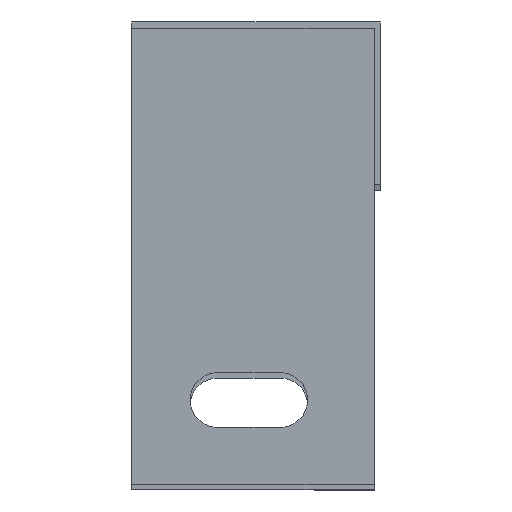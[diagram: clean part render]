
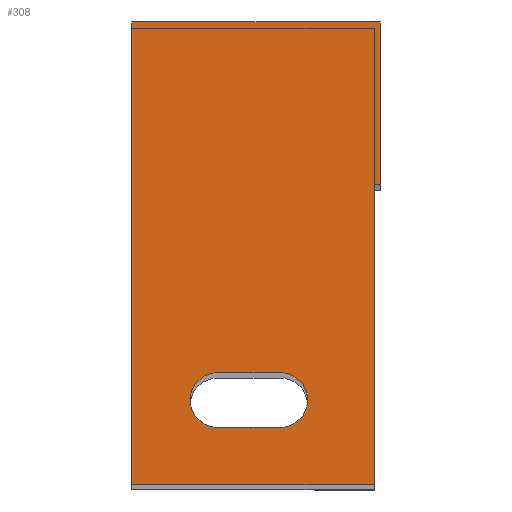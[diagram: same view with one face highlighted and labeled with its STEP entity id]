
A CAD part, top view. The second image highlights one B-rep face of the part: STEP entity #308.
In plain terms, the highlighted planar face has unit normal (0, 0, 1).
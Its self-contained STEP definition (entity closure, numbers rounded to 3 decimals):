
#12 = ORIENTED_EDGE ( 'NONE', *, *, #226, .F. ) ;
#20 = LINE ( 'NONE', #171, #41 ) ;
#21 = LINE ( 'NONE', #32, #292 ) ;
#26 = VERTEX_POINT ( 'NONE', #593 ) ;
#32 = CARTESIAN_POINT ( 'NONE',  ( 1462.5, -1., 399.8 ) ) ;
#41 = VECTOR ( 'NONE', #169, 1000. ) ;
#43 = ORIENTED_EDGE ( 'NONE', *, *, #707, .F. ) ;
#44 = DIRECTION ( 'NONE',  ( 0., -1., 0. ) ) ;
#45 = VECTOR ( 'NONE', #540, 1000. ) ;
#55 = VECTOR ( 'NONE', #44, 1000. ) ;
#78 = CARTESIAN_POINT ( 'NONE',  ( 1473.5, -51., 399.8 ) ) ;
#105 = EDGE_CURVE ( 'NONE', #486, #418, #621, .T. ) ;
#110 = DIRECTION ( 'NONE',  ( 0., -1., 0. ) ) ;
#116 = DIRECTION ( 'NONE',  ( -1., 0., 0. ) ) ;
#154 = CARTESIAN_POINT ( 'NONE',  ( 1473.5, -44., 399.8 ) ) ;
#164 = CARTESIAN_POINT ( 'NONE',  ( 1494.3, -1.5, 399.8 ) ) ;
#169 = DIRECTION ( 'NONE',  ( -1., 0., 0. ) ) ;
#171 = CARTESIAN_POINT ( 'NONE',  ( 1492.5, -58.3, 399.8 ) ) ;
#187 = EDGE_LOOP ( 'NONE', ( #12, #268, #281, #290, #349, #240 ) ) ;
#203 = VECTOR ( 'NONE', #609, 1000. ) ;
#213 = CARTESIAN_POINT ( 'NONE',  ( 1473.5, -47.5, 399.8 ) ) ;
#218 = VECTOR ( 'NONE', #230, 1000. ) ;
#226 = EDGE_CURVE ( 'NONE', #582, #692, #21, .T. ) ;
#230 = DIRECTION ( 'NONE',  ( 0., 1., 0. ) ) ;
#240 = ORIENTED_EDGE ( 'NONE', *, *, #700, .T. ) ;
#241 = VERTEX_POINT ( 'NONE', #154 ) ;
#253 = AXIS2_PLACEMENT_3D ( 'NONE', #644, #282, #704 ) ;
#262 = CARTESIAN_POINT ( 'NONE',  ( 1494.3, -20., 399.8 ) ) ;
#266 = DIRECTION ( 'NONE',  ( 1., 0., 0. ) ) ;
#268 = ORIENTED_EDGE ( 'NONE', *, *, #345, .F. ) ;
#270 = ORIENTED_EDGE ( 'NONE', *, *, #105, .F. ) ;
#271 = AXIS2_PLACEMENT_3D ( 'NONE', #385, #509, #110 ) ;
#281 = ORIENTED_EDGE ( 'NONE', *, *, #331, .T. ) ;
#282 = DIRECTION ( 'NONE',  ( 0., 0., 1. ) ) ;
#284 = VECTOR ( 'NONE', #440, 1000. ) ;
#290 = ORIENTED_EDGE ( 'NONE', *, *, #442, .F. ) ;
#292 = VECTOR ( 'NONE', #370, 1000. ) ;
#293 = VECTOR ( 'NONE', #116, 1000. ) ;
#300 = EDGE_LOOP ( 'NONE', ( #711, #395, #43, #270 ) ) ;
#308 = ADVANCED_FACE ( 'NONE', ( #475, #495 ), #752, .T. ) ;
#310 = CARTESIAN_POINT ( 'NONE',  ( 1481.5, -51., 399.8 ) ) ;
#312 = CIRCLE ( 'NONE', #456, 3.5 ) ;
#321 = LINE ( 'NONE', #568, #218 ) ;
#331 = EDGE_CURVE ( 'NONE', #596, #539, #321, .T. ) ;
#345 = EDGE_CURVE ( 'NONE', #596, #582, #20, .T. ) ;
#349 = ORIENTED_EDGE ( 'NONE', *, *, #562, .F. ) ;
#350 = VERTEX_POINT ( 'NONE', #384 ) ;
#370 = DIRECTION ( 'NONE',  ( 0., 1., 0. ) ) ;
#383 = CARTESIAN_POINT ( 'NONE',  ( 1493.5, -58.3, 399.8 ) ) ;
#384 = CARTESIAN_POINT ( 'NONE',  ( 1494.3, 0.8, 399.8 ) ) ;
#385 = CARTESIAN_POINT ( 'NONE',  ( 1492.5, -1., 399.8 ) ) ;
#395 = ORIENTED_EDGE ( 'NONE', *, *, #579, .F. ) ;
#418 = VERTEX_POINT ( 'NONE', #310 ) ;
#438 = LINE ( 'NONE', #262, #203 ) ;
#440 = DIRECTION ( 'NONE',  ( -1., 0., 0. ) ) ;
#442 = EDGE_CURVE ( 'NONE', #26, #539, #438, .T. ) ;
#456 = AXIS2_PLACEMENT_3D ( 'NONE', #213, #614, #266 ) ;
#457 = EDGE_CURVE ( 'NONE', #241, #486, #312, .T. ) ;
#475 = FACE_BOUND ( 'NONE', #300, .T. ) ;
#486 = VERTEX_POINT ( 'NONE', #617 ) ;
#490 = LINE ( 'NONE', #164, #55 ) ;
#495 = FACE_OUTER_BOUND ( 'NONE', #187, .T. ) ;
#509 = DIRECTION ( 'NONE',  ( 0., 0., 1. ) ) ;
#539 = VERTEX_POINT ( 'NONE', #559 ) ;
#540 = DIRECTION ( 'NONE',  ( 1., 0., 0. ) ) ;
#559 = CARTESIAN_POINT ( 'NONE',  ( 1493.5, -20., 399.8 ) ) ;
#562 = EDGE_CURVE ( 'NONE', #350, #26, #490, .T. ) ;
#568 = CARTESIAN_POINT ( 'NONE',  ( 1493.5, -58.3, 399.8 ) ) ;
#579 = EDGE_CURVE ( 'NONE', #631, #241, #655, .T. ) ;
#582 = VERTEX_POINT ( 'NONE', #747 ) ;
#593 = CARTESIAN_POINT ( 'NONE',  ( 1494.3, -20., 399.8 ) ) ;
#596 = VERTEX_POINT ( 'NONE', #383 ) ;
#609 = DIRECTION ( 'NONE',  ( -1., 0., 0. ) ) ;
#614 = DIRECTION ( 'NONE',  ( 0., 0., 1. ) ) ;
#617 = CARTESIAN_POINT ( 'NONE',  ( 1473.5, -51., 399.8 ) ) ;
#621 = LINE ( 'NONE', #78, #45 ) ;
#628 = CARTESIAN_POINT ( 'NONE',  ( 1481.5, -44., 399.8 ) ) ;
#631 = VERTEX_POINT ( 'NONE', #632 ) ;
#632 = CARTESIAN_POINT ( 'NONE',  ( 1481.5, -44., 399.8 ) ) ;
#639 = CARTESIAN_POINT ( 'NONE',  ( 1462.5, 0.8, 399.8 ) ) ;
#641 = LINE ( 'NONE', #701, #293 ) ;
#644 = CARTESIAN_POINT ( 'NONE',  ( 1481.5, -47.5, 399.8 ) ) ;
#655 = LINE ( 'NONE', #628, #284 ) ;
#692 = VERTEX_POINT ( 'NONE', #639 ) ;
#700 = EDGE_CURVE ( 'NONE', #350, #692, #641, .T. ) ;
#701 = CARTESIAN_POINT ( 'NONE',  ( 1493.5, 0.8, 399.8 ) ) ;
#704 = DIRECTION ( 'NONE',  ( 1., 0., 0. ) ) ;
#707 = EDGE_CURVE ( 'NONE', #418, #631, #760, .T. ) ;
#711 = ORIENTED_EDGE ( 'NONE', *, *, #457, .F. ) ;
#747 = CARTESIAN_POINT ( 'NONE',  ( 1462.5, -58.3, 399.8 ) ) ;
#752 = PLANE ( 'NONE',  #271 ) ;
#760 = CIRCLE ( 'NONE', #253, 3.5 ) ;
